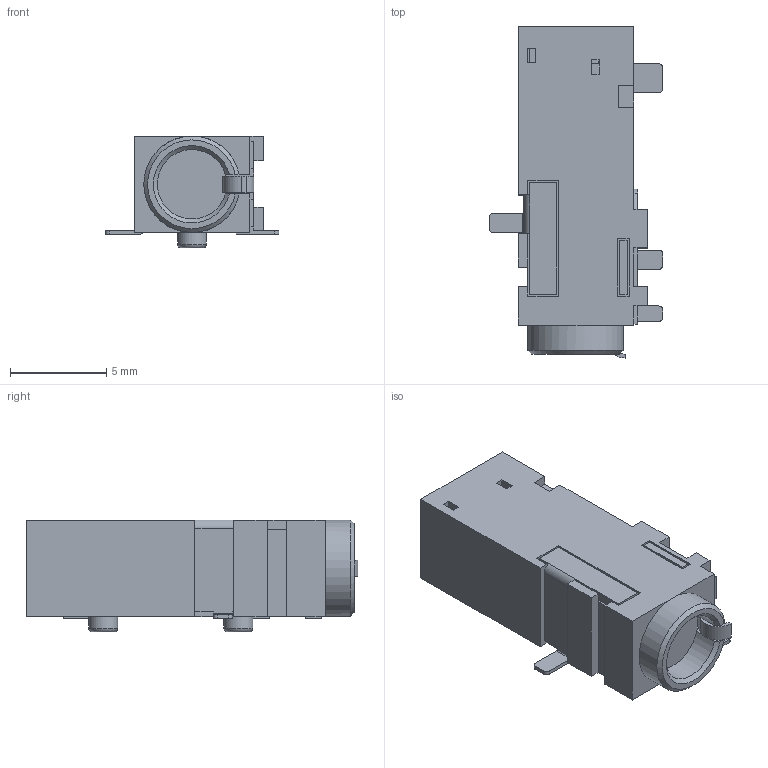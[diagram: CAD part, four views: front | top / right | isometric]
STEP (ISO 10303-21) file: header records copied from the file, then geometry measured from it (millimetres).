
FILE_DESCRIPTION(/* description */ (''),/* implementation_level */ '2;1');
FILE_NAME(/* name */ 'SJ-43514-SMT-TR.step',/* time_stamp */ '2020-05-17T09:54:27-04:00',/* author */ (''),/* organization */ (''),/* preprocessor_version */ 'ST-DEVELOPER v18.1',/* originating_system */ 'Autodesk Translation Framework v9.3.0.1241',/* authorisation */ '');
FILE_SCHEMA (('AUTOMOTIVE_DESIGN { 1 0 10303 214 3 1 1 }'));
Length unit declared in the file: inch
Products named in the file (1): SJ-43514-SMT-TR
Bounding box: 9 x 17.2 x 5.8 mm (x, y, z)
Volume: 446.8 mm3; surface area: 575.9 mm2
Topology: 1 solids, 1 shells, 174 faces, 491 edges, 322 vertices
Faces by surface type: plane 145, cylinder 25, cone 2, torus 2
Full cylindrical faces by diameter (mm): 1.5 x2
Entity records: 5802 total; most frequent: CARTESIAN_POINT 1006, ORIENTED_EDGE 982, DIRECTION 899, EDGE_CURVE 491, LINE 425, VECTOR 425, VERTEX_POINT 322, AXIS2_PLACEMENT_3D 237
